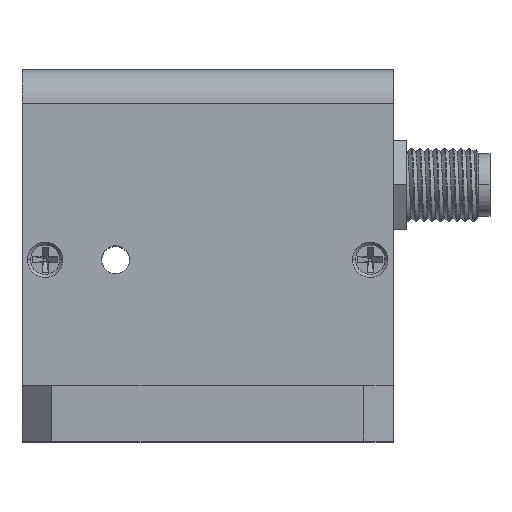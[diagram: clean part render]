
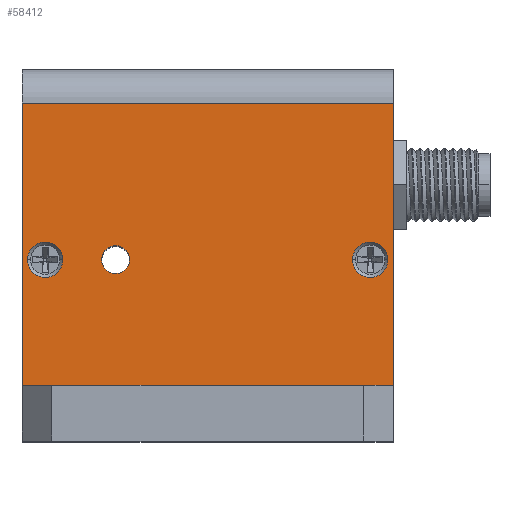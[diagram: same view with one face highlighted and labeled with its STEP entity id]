
A CAD part, top view. The second image highlights one B-rep face of the part: STEP entity #58412.
In plain terms, the highlighted planar face has unit normal (0, 0, 1).
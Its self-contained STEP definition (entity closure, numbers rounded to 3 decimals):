
#8866 = VERTEX_POINT ( 'NONE', #18574 ) ;
#8910 = EDGE_CURVE ( 'NONE', #8866, #8953, #18719, .T. ) ;
#8953 = VERTEX_POINT ( 'NONE', #19169 ) ;
#9073 = VERTEX_POINT ( 'NONE', #20049 ) ;
#9112 = EDGE_CURVE ( 'NONE', #9073, #9123, #20424, .T. ) ;
#9123 = VERTEX_POINT ( 'NONE', #20494 ) ;
#9399 = VERTEX_POINT ( 'NONE', #22623 ) ;
#9456 = EDGE_CURVE ( 'NONE', #9465, #9399, #22774, .T. ) ;
#9465 = VERTEX_POINT ( 'NONE', #22848 ) ;
#18574 = CARTESIAN_POINT ( 'NONE',  ( -15.405, 15.519, 24.511 ) ) ;
#18719 = CIRCLE ( 'NONE', #18848, 1.511 ) ;
#18848 = AXIS2_PLACEMENT_3D ( 'NONE', #18930, #18911, #18910 ) ;
#18910 = DIRECTION ( 'NONE',  ( 1., 0., 0. ) ) ;
#18911 = DIRECTION ( 'NONE',  ( 0., 0., 1. ) ) ;
#18930 = CARTESIAN_POINT ( 'NONE',  ( -13.894, 15.519, 24.511 ) ) ;
#19169 = CARTESIAN_POINT ( 'NONE',  ( -12.382, 15.519, 24.511 ) ) ;
#20049 = CARTESIAN_POINT ( 'NONE',  ( 12.383, 15.519, 24.511 ) ) ;
#20419 = DIRECTION ( 'NONE',  ( 1., 0., 0. ) ) ;
#20420 = DIRECTION ( 'NONE',  ( 0., 0., 1. ) ) ;
#20421 = CARTESIAN_POINT ( 'NONE',  ( 13.894, 15.519, 24.511 ) ) ;
#20422 = AXIS2_PLACEMENT_3D ( 'NONE', #20421, #20420, #20419 ) ;
#20424 = CIRCLE ( 'NONE', #20422, 1.511 ) ;
#20494 = CARTESIAN_POINT ( 'NONE',  ( 15.405, 15.519, 24.511 ) ) ;
#22623 = CARTESIAN_POINT ( 'NONE',  ( -6.683, 15.519, 24.511 ) ) ;
#22769 = AXIS2_PLACEMENT_3D ( 'NONE', #22787, #22809, #22808 ) ;
#22774 = CIRCLE ( 'NONE', #22769, 1.191 ) ;
#22787 = CARTESIAN_POINT ( 'NONE',  ( -7.874, 15.519, 24.511 ) ) ;
#22808 = DIRECTION ( 'NONE',  ( 1., 0., 0. ) ) ;
#22809 = DIRECTION ( 'NONE',  ( 0., 0., 1. ) ) ;
#22848 = CARTESIAN_POINT ( 'NONE',  ( -9.065, 15.519, 24.511 ) ) ;
#39077 = CARTESIAN_POINT ( 'NONE',  ( 15.875, 4.775, 24.511 ) ) ;
#39091 = CIRCLE ( 'NONE', #39115, 1.511 ) ;
#39101 = CARTESIAN_POINT ( 'NONE',  ( 15.875, 28.905, 24.511 ) ) ;
#39102 = LINE ( 'NONE', #39101, #39161 ) ;
#39105 = CARTESIAN_POINT ( 'NONE',  ( 13.894, 15.519, 24.511 ) ) ;
#39106 = LINE ( 'NONE', #39077, #39122 ) ;
#39115 = AXIS2_PLACEMENT_3D ( 'NONE', #39105, #39154, #39153 ) ;
#39121 = DIRECTION ( 'NONE',  ( 0., -1., 0. ) ) ;
#39122 = VECTOR ( 'NONE', #39121, 1000. ) ;
#39153 = DIRECTION ( 'NONE',  ( 1., 0., 0. ) ) ;
#39154 = DIRECTION ( 'NONE',  ( 0., 0., 1. ) ) ;
#39160 = DIRECTION ( 'NONE',  ( -1., 0., 0. ) ) ;
#39161 = VECTOR ( 'NONE', #39160, 1000. ) ;
#39162 = FACE_BOUND ( 'NONE', #58447, .T. ) ;
#39163 = FACE_BOUND ( 'NONE', #58360, .T. ) ;
#39207 = FACE_BOUND ( 'NONE', #58326, .T. ) ;
#39208 = DIRECTION ( 'NONE',  ( 1., 0., 0. ) ) ;
#39209 = DIRECTION ( 'NONE',  ( 0., 0., 1. ) ) ;
#39211 = CARTESIAN_POINT ( 'NONE',  ( -7.874, 15.519, 24.511 ) ) ;
#39212 = FACE_OUTER_BOUND ( 'NONE', #58445, .T. ) ;
#39216 = PLANE ( 'NONE',  #39218 ) ;
#39217 = CIRCLE ( 'NONE', #39219, 1.191 ) ;
#39218 = AXIS2_PLACEMENT_3D ( 'NONE', #39249, #39248, #39247 ) ;
#39219 = AXIS2_PLACEMENT_3D ( 'NONE', #39211, #39209, #39208 ) ;
#39247 = DIRECTION ( 'NONE',  ( -1., 0., 0. ) ) ;
#39248 = DIRECTION ( 'NONE',  ( 0., 0., -1. ) ) ;
#39249 = CARTESIAN_POINT ( 'NONE',  ( 15.875, 4.775, 24.511 ) ) ;
#39271 = CARTESIAN_POINT ( 'NONE',  ( -15.875, 4.775, 24.511 ) ) ;
#39274 = CARTESIAN_POINT ( 'NONE',  ( -15.875, 28.905, 24.511 ) ) ;
#39279 = LINE ( 'NONE', #39289, #39343 ) ;
#39280 = CARTESIAN_POINT ( 'NONE',  ( 15.875, 4.775, 24.511 ) ) ;
#39282 = DIRECTION ( 'NONE',  ( 0., -1., 0. ) ) ;
#39283 = VECTOR ( 'NONE', #39282, 1000. ) ;
#39284 = LINE ( 'NONE', #39295, #39283 ) ;
#39288 = CARTESIAN_POINT ( 'NONE',  ( 15.875, 28.905, 24.511 ) ) ;
#39289 = CARTESIAN_POINT ( 'NONE',  ( 15.875, 4.775, 24.511 ) ) ;
#39290 = DIRECTION ( 'NONE',  ( 1., 0., 0. ) ) ;
#39291 = DIRECTION ( 'NONE',  ( 0., 0., 1. ) ) ;
#39292 = CARTESIAN_POINT ( 'NONE',  ( -13.894, 15.519, 24.511 ) ) ;
#39295 = CARTESIAN_POINT ( 'NONE',  ( -15.875, 4.775, 24.511 ) ) ;
#39299 = AXIS2_PLACEMENT_3D ( 'NONE', #39292, #39291, #39290 ) ;
#39300 = CIRCLE ( 'NONE', #39299, 1.511 ) ;
#39342 = DIRECTION ( 'NONE',  ( -1., 0., 0. ) ) ;
#39343 = VECTOR ( 'NONE', #39342, 1000. ) ;
#58326 = EDGE_LOOP ( 'NONE', ( #58444, #58443 ) ) ;
#58359 = ORIENTED_EDGE ( 'NONE', *, *, #58377, .T. ) ;
#58360 = EDGE_LOOP ( 'NONE', ( #58361, #58362 ) ) ;
#58361 = ORIENTED_EDGE ( 'NONE', *, *, #58378, .F. ) ;
#58362 = ORIENTED_EDGE ( 'NONE', *, *, #9112, .F. ) ;
#58375 = EDGE_CURVE ( 'NONE', #58453, #58459, #39106, .T. ) ;
#58377 = EDGE_CURVE ( 'NONE', #58453, #58449, #39102, .T. ) ;
#58378 = EDGE_CURVE ( 'NONE', #9123, #9073, #39091, .T. ) ;
#58403 = ORIENTED_EDGE ( 'NONE', *, *, #58455, .T. ) ;
#58405 = ORIENTED_EDGE ( 'NONE', *, *, #58446, .F. ) ;
#58410 = ORIENTED_EDGE ( 'NONE', *, *, #58375, .F. ) ;
#58411 = EDGE_CURVE ( 'NONE', #9399, #9465, #39217, .T. ) ;
#58412 = ADVANCED_FACE ( 'NONE', ( #39207, #39162, #39212, #39163 ), #39216, .F. ) ;
#58443 = ORIENTED_EDGE ( 'NONE', *, *, #9456, .F. ) ;
#58444 = ORIENTED_EDGE ( 'NONE', *, *, #58411, .F. ) ;
#58445 = EDGE_LOOP ( 'NONE', ( #58403, #58456, #58410, #58359 ) ) ;
#58446 = EDGE_CURVE ( 'NONE', #8953, #8866, #39300, .T. ) ;
#58447 = EDGE_LOOP ( 'NONE', ( #58405, #58448 ) ) ;
#58448 = ORIENTED_EDGE ( 'NONE', *, *, #8910, .F. ) ;
#58449 = VERTEX_POINT ( 'NONE', #39274 ) ;
#58450 = VERTEX_POINT ( 'NONE', #39271 ) ;
#58453 = VERTEX_POINT ( 'NONE', #39288 ) ;
#58455 = EDGE_CURVE ( 'NONE', #58449, #58450, #39284, .T. ) ;
#58456 = ORIENTED_EDGE ( 'NONE', *, *, #58458, .F. ) ;
#58458 = EDGE_CURVE ( 'NONE', #58459, #58450, #39279, .T. ) ;
#58459 = VERTEX_POINT ( 'NONE', #39280 ) ;
